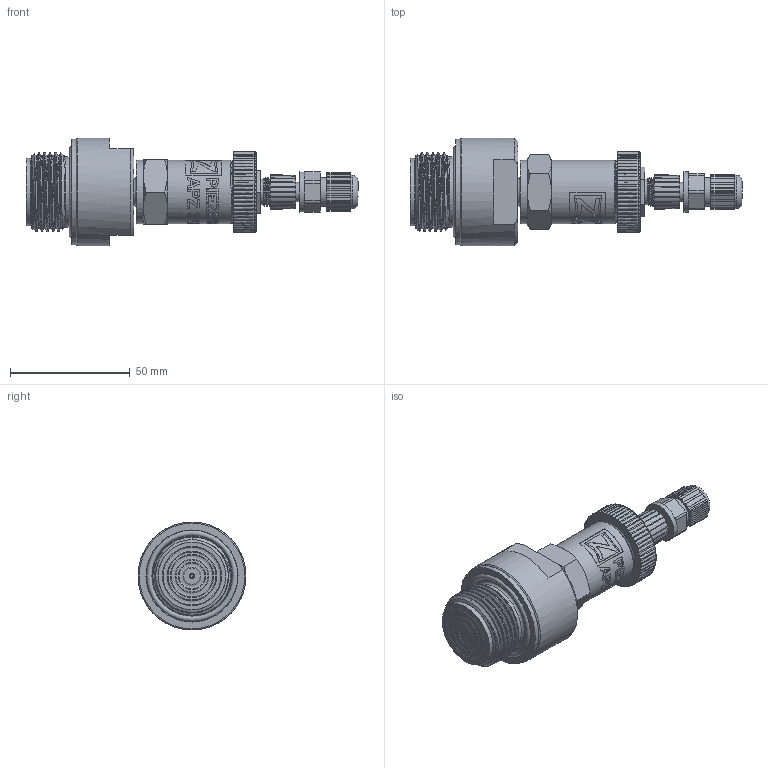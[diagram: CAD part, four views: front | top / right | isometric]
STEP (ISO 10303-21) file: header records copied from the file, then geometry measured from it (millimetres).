
FILE_DESCRIPTION(/* description */ (''),/* implementation_level */ '2;1');
FILE_NAME(/* name */ 'APZ3420m_G1DIN-flush_4.step',/* time_stamp */ '2021-07-06T15:13:53+03:00',/* author */ (''),/* organization */ (''),/* preprocessor_version */ 'ST-DEVELOPER v18.1',/* originating_system */ 'Autodesk Translation Framework v10.9.0.1377',/* authorisation */ '');
FILE_SCHEMA (('AUTOMOTIVE_DESIGN { 1 0 10303 214 3 1 1 }'));
Products named in the file (7): АПЗ 3420м заполненная; G 1/4 EN; OMAL nut M27x1.5; Ш100.000.002; M12x1 male; M12x1 female straight; G1DIN diaphragm 28 v7
Assembly tree (6 placements, depth 2):
  АПЗ 3420м заполненная
    G 1/4 EN
    OMAL nut M27x1.5
    Ш100.000.002
    M12x1 male
    M12x1 female straight
    G1DIN diaphragm 28 v7
Bounding box: 138.55 x 45 x 45 mm (x, y, z)
Volume: 90977 mm3; surface area: 29505.4 mm2
Topology: 19 solids, 19 shells, 1045 faces, 2876 edges, 1923 vertices
Faces by surface type: bspline 510, plane 288, cylinder 168, cone 55, torus 24
Full cylindrical faces by diameter (mm): 1 x12, 1.5 x4, 2 x1, 3.3 x1, 4 x1, 5 x2, 5.1 x1, 7.3 x1, 8 x3, 8.2 x1, 9.5 x2, 10.293 x1, 10.6 x2, 10.741 x6, 11 x1, 11.445 x4, 11.884 x5, 12 x1, 13.157 x9, 14 x2, 14.137 x4, 14.526 x3, 15.85 x3, 16.203 x3, 17 x1, 21.4 x2, 22.3 x1, 22.4 x1, 24.5 x1, 25.132 x4
Entity records: 66026 total; most frequent: CARTESIAN_POINT 43256, ORIENTED_EDGE 5750, DIRECTION 2911, EDGE_CURVE 2875, VERTEX_POINT 1923, B_SPLINE_CURVE_WITH_KNOTS 1358, EDGE_LOOP 1120, FACE_OUTER_BOUND 1045
